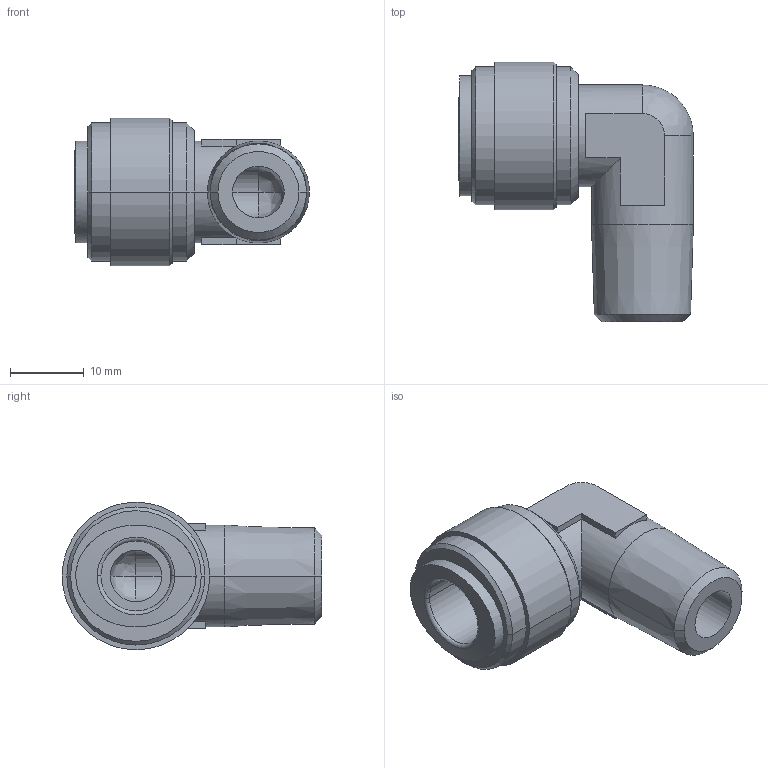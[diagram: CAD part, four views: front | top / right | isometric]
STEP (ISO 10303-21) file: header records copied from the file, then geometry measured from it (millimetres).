
FILE_DESCRIPTION (( 'STEP AP214' ), '1' );
FILE_NAME ('ME38-14N-P.step', '2017-08-29T20:47:14', ( '' ), ( '' ), 'SwSTEP 2.0', 'SolidWorks 2017', '' );
FILE_SCHEMA (( 'AUTOMOTIVE_DESIGN' ));
Length unit declared in the file: inch
Products named in the file (1): ME38-14N-P
Bounding box: 31.8 x 35.2 x 20 mm (x, y, z)
Volume: 6917.3 mm3; surface area: 4124.6 mm2
Topology: 1 solids, 1 shells, 58 faces, 136 edges, 80 vertices
Faces by surface type: plane 20, cylinder 18, cone 10, bspline 8, torus 2
Entity records: 2463 total; most frequent: CARTESIAN_POINT 1144, DIRECTION 270, ORIENTED_EDGE 264, EDGE_CURVE 132, AXIS2_PLACEMENT_3D 105, VERTEX_POINT 80, EDGE_LOOP 64, LINE 60
